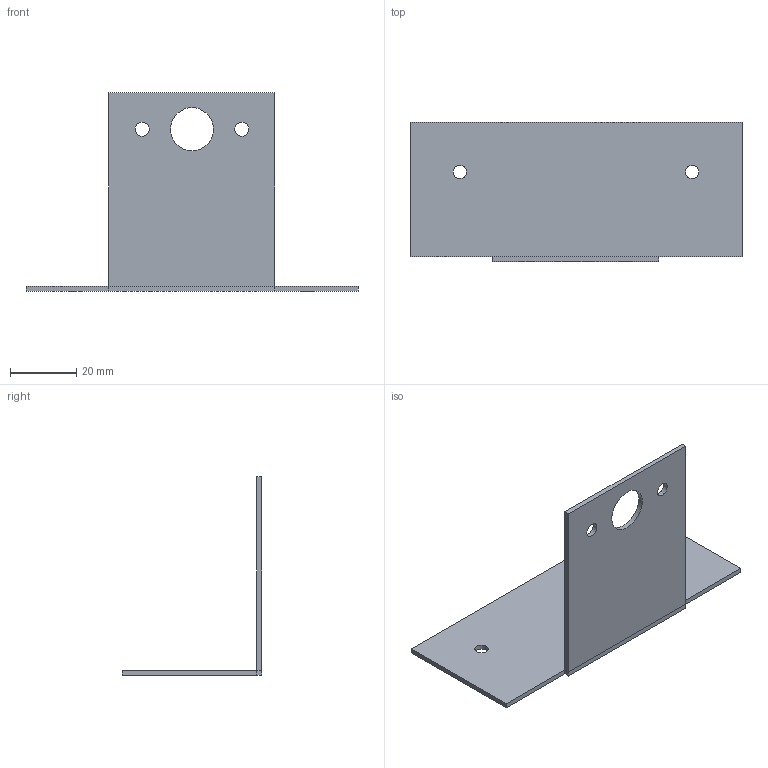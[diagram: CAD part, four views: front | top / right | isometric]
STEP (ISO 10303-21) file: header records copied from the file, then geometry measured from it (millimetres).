
FILE_DESCRIPTION(('FreeCAD Model'),'2;1');
FILE_NAME('slidingBlockBracketForSensor.step','2018-08-24T06:23:10',('Author' ),(''),'Open CASCADE STEP processor 7.3','FreeCAD','Unknown');
FILE_SCHEMA(('AUTOMOTIVE_DESIGN { 1 0 10303 214 1 1 1 1 }'));
Length unit declared in the file: millimetre
Products named in the file (1): TopAttachmentAndAngleSensorBracket
Bounding box: 100 x 42 x 59.8 mm (x, y, z)
Volume: 10281.6 mm3; surface area: 14448.3 mm2
Topology: 1 solids, 1 shells, 20 faces, 48 edges, 30 vertices
Faces by surface type: plane 15, cylinder 5
Full cylindrical faces by diameter (mm): 4 x2, 4.2 x2, 13 x1
Entity records: 1260 total; most frequent: CARTESIAN_POINT 237, DIRECTION 189, LINE 124, VECTOR 124, ORIENTED_EDGE 96, PCURVE 96, DEFINITIONAL_REPRESENTATION 96, EDGE_CURVE 48
